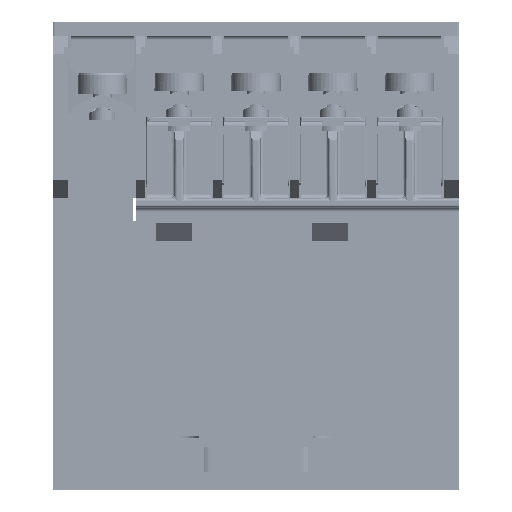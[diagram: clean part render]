
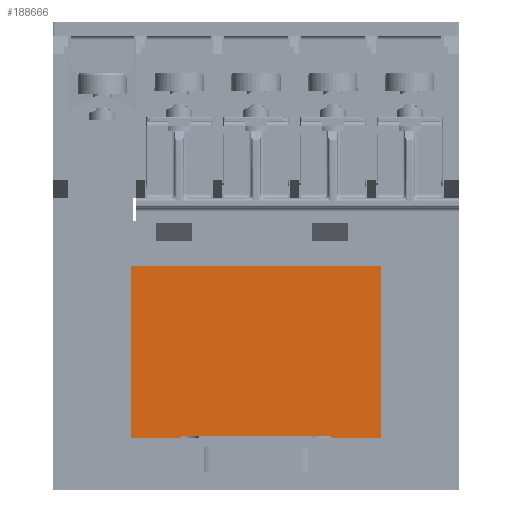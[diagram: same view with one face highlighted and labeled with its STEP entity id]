
A CAD part, front view. The second image highlights one B-rep face of the part: STEP entity #188666.
In plain terms, the highlighted planar face has unit normal (0, -1, 0).
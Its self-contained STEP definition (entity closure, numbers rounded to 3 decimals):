
#188569=CARTESIAN_POINT('',(-8.25,-22.175,-12.25));
#188570=VERTEX_POINT('',#188569);
#188586=CARTESIAN_POINT('',(-8.25,-22.175,-12.));
#188587=VERTEX_POINT('',#188586);
#188595=CARTESIAN_POINT('',(-8.25,-22.175,-12.));
#188596=DIRECTION('',(0.0,0.0,-1.0));
#188597=VECTOR('',#188596,0.25);
#188598=LINE('',#188595,#188597);
#188599=EDGE_CURVE('',#188587,#188570,#188598,.T.);
#188604=CARTESIAN_POINT('',(0.,-22.175,-3.75));
#188605=DIRECTION('',(0.0,1.0,0.0));
#188606=DIRECTION('',(0.0,0.0,1.0));
#188607=AXIS2_PLACEMENT_3D('',#188604,#188605,#188606);
#188608=PLANE('',#188607);
#188609=ORIENTED_EDGE('',*,*,#188599,.F.);
#188610=CARTESIAN_POINT('',(8.25,-22.175,-12.));
#188611=VERTEX_POINT('',#188610);
#188612=CARTESIAN_POINT('',(-8.25,-22.175,-12.));
#188613=DIRECTION('',(1.0,0.0,0.0));
#188614=VECTOR('',#188613,16.5);
#188615=LINE('',#188612,#188614);
#188616=EDGE_CURVE('',#188587,#188611,#188615,.T.);
#188617=ORIENTED_EDGE('',*,*,#188616,.T.);
#188618=CARTESIAN_POINT('',(8.25,-22.175,-12.25));
#188619=VERTEX_POINT('',#188618);
#188620=CARTESIAN_POINT('',(8.25,-22.175,-12.25));
#188621=DIRECTION('',(0.0,0.0,1.0));
#188622=VECTOR('',#188621,0.25);
#188623=LINE('',#188620,#188622);
#188624=EDGE_CURVE('',#188619,#188611,#188623,.T.);
#188625=ORIENTED_EDGE('',*,*,#188624,.F.);
#188626=CARTESIAN_POINT('',(13.875,-22.175,-12.25));
#188627=VERTEX_POINT('',#188626);
#188628=CARTESIAN_POINT('',(8.25,-22.175,-12.25));
#188629=DIRECTION('',(1.0,0.0,0.0));
#188630=VECTOR('',#188629,5.625);
#188631=LINE('',#188628,#188630);
#188632=EDGE_CURVE('',#188619,#188627,#188631,.T.);
#188633=ORIENTED_EDGE('',*,*,#188632,.T.);
#188634=CARTESIAN_POINT('',(13.875,-22.175,6.75));
#188635=VERTEX_POINT('',#188634);
#188636=CARTESIAN_POINT('',(13.875,-22.175,-12.25));
#188637=DIRECTION('',(0.0,0.0,1.0));
#188638=VECTOR('',#188637,19.0);
#188639=LINE('',#188636,#188638);
#188640=EDGE_CURVE('',#188627,#188635,#188639,.T.);
#188641=ORIENTED_EDGE('',*,*,#188640,.T.);
#188642=CARTESIAN_POINT('',(-13.875,-22.175,6.75));
#188643=VERTEX_POINT('',#188642);
#188644=CARTESIAN_POINT('',(-13.875,-22.175,6.75));
#188645=DIRECTION('',(1.0,0.0,0.0));
#188646=VECTOR('',#188645,27.75);
#188647=LINE('',#188644,#188646);
#188648=EDGE_CURVE('',#188643,#188635,#188647,.T.);
#188649=ORIENTED_EDGE('',*,*,#188648,.F.);
#188650=CARTESIAN_POINT('',(-13.875,-22.175,-12.25));
#188651=VERTEX_POINT('',#188650);
#188652=CARTESIAN_POINT('',(-13.875,-22.175,6.75));
#188653=DIRECTION('',(0.0,0.0,-1.0));
#188654=VECTOR('',#188653,19.);
#188655=LINE('',#188652,#188654);
#188656=EDGE_CURVE('',#188643,#188651,#188655,.T.);
#188657=ORIENTED_EDGE('',*,*,#188656,.T.);
#188658=CARTESIAN_POINT('',(-13.875,-22.175,-12.25));
#188659=DIRECTION('',(1.0,0.0,0.0));
#188660=VECTOR('',#188659,5.625);
#188661=LINE('',#188658,#188660);
#188662=EDGE_CURVE('',#188651,#188570,#188661,.T.);
#188663=ORIENTED_EDGE('',*,*,#188662,.T.);
#188664=EDGE_LOOP('',(#188609,#188617,#188625,#188633,#188641,#188649,#188657,#188663));
#188665=FACE_OUTER_BOUND('',#188664,.T.);
#188666=ADVANCED_FACE('',(#188665),#188608,.F.);
